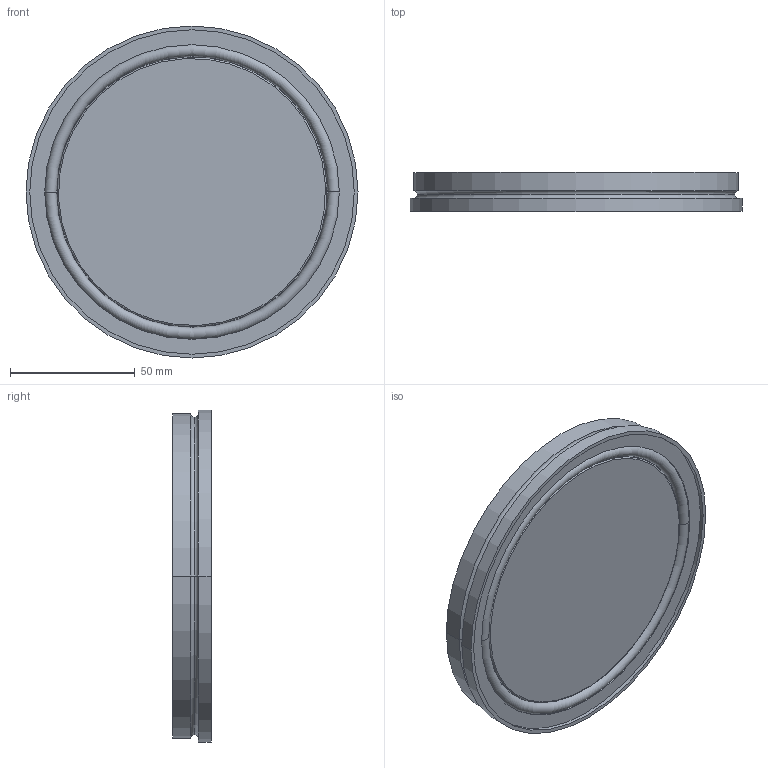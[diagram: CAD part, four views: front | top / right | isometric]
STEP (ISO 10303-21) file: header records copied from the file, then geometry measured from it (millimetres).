
FILE_DESCRIPTION (( 'STEP AP214' ), '1' );
FILE_NAME ('Hositrad_HVP-ISO100.STEP', '2012-11-16T14:26:03', ( '' ), ( '' ), 'SwSTEP 2.0', 'SolidWorks 2012', '' );
FILE_SCHEMA (( 'AUTOMOTIVE_DESIGN' ));
Length unit declared in the file: millimetre
Products named in the file (3): Glas107_ISO100; ISO-Viewport-All; Hositrad_HVP-ISO100
Assembly tree (2 placements, depth 2):
  Hositrad_HVP-ISO100
    ISO-Viewport-All
    Glas107_ISO100
Bounding box: 133 x 15.5 x 133 mm (x, y, z)
Volume: 132450.3 mm3; surface area: 49222.8 mm2
Topology: 3 solids, 3 shells, 42 faces, 82 edges, 50 vertices
Faces by surface type: cylinder 18, torus 12, plane 10, cone 2
Entity records: 1278 total; most frequent: DIRECTION 238, CARTESIAN_POINT 179, ORIENTED_EDGE 164, AXIS2_PLACEMENT_3D 109, EDGE_CURVE 82, CIRCLE 62, EDGE_LOOP 50, VERTEX_POINT 50
